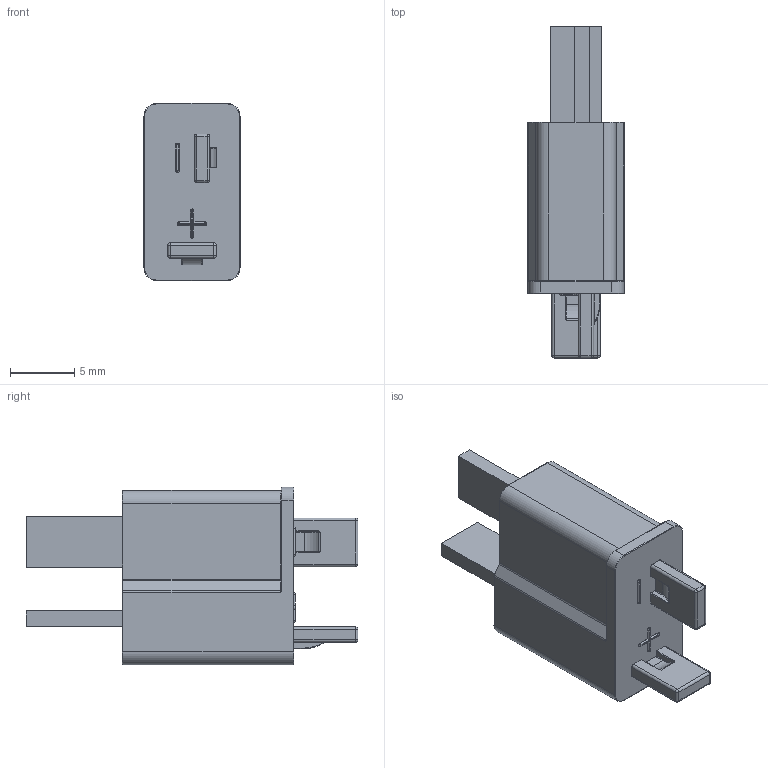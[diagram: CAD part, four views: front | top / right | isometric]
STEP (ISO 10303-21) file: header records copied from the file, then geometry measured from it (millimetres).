
FILE_DESCRIPTION (( 'STEP AP214' ), '1' );
FILE_NAME ('Deans-Female.STEP', '2017-01-09T18:34:40', ( '' ), ( '' ), 'SwSTEP 2.0', 'SolidWorks 2016', '' );
FILE_SCHEMA (( 'AUTOMOTIVE_DESIGN' ));
Length unit declared in the file: millimetre
Products named in the file (1): Deans-Female
Bounding box: 7.5 x 25.9 x 13.85 mm (x, y, z)
Volume: 1215.5 mm3; surface area: 1441.6 mm2
Topology: 3 solids, 3 shells, 280 faces, 674 edges, 382 vertices
Faces by surface type: cylinder 104, plane 94, torus 46, bspline 20, sphere 16
Entity records: 9760 total; most frequent: CARTESIAN_POINT 1735, DIRECTION 1386, ORIENTED_EDGE 1296, EDGE_CURVE 648, AXIS2_PLACEMENT_3D 521, VERTEX_POINT 382, LINE 344, VECTOR 344
